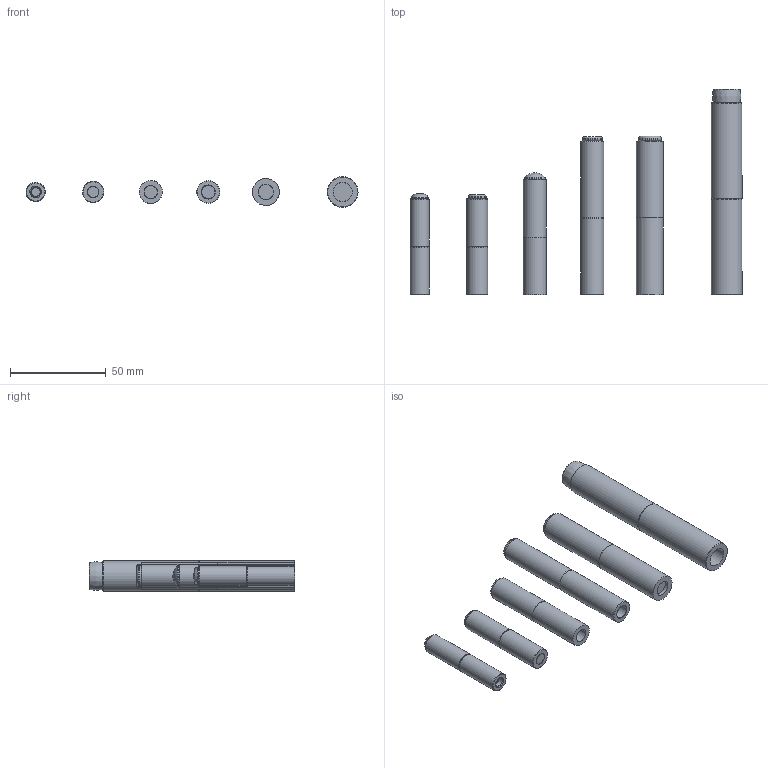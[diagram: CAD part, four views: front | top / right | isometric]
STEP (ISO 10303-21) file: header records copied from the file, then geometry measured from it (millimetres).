
FILE_DESCRIPTION(/* description */ (''),/* implementation_level */ '2;1');
FILE_NAME(/* name */ 'H-PS50-10_M.stp',/* time_stamp */ '2026-01-29T15:08:47+09:00',/* author */ ('user'),/* organization */ (''),/* preprocessor_version */ 'ST-DEVELOPER v15.6',/* originating_system */ 'Autodesk Inventor 2015',/* authorisation */ '');
FILE_SCHEMA (('AUTOMOTIVE_DESIGN { 1 0 10303 214 3 1 1 }'));
Length unit declared in the file: millimetre
Products named in the file (19): H-PS50-10-핀; H-PS50-10-몸통; H-PS50-10; H-PS50-11PP; H-PS50-11P; H-PS50-11; DR_H-PS60-12PP; DR_H-PS60-12P; DR_H-PS60-12; H-PS80-12-핀; H-PS80-12-몸체; H-PS80-12; H-PS80-14PP; H-PS80-14P; H-PS80-14; H-PS100-16PP; H-PS100-16P; H-PS100-16; H-PS50-10_M
Bounding box: 173 x 107 x 16 mm (x, y, z)
Volume: 57388.7 mm3; surface area: 39958 mm2
Topology: 18 solids, 18 shells, 113 faces, 181 edges, 110 vertices
Faces by surface type: plane 41, cylinder 34, cone 24, torus 11, bspline 2, sphere 1
Full cylindrical faces by diameter (mm): 4.8 x1, 5 x2, 5.9 x1, 6 x2, 6.8 x1, 6.85 x1, 7 x4, 8 x3, 9.3 x1, 9.9 x1, 10 x4, 10.7 x1, 11 x3, 12 x5, 14 x2, 16 x2
Entity records: 2110 total; most frequent: DIRECTION 384, CARTESIAN_POINT 326, AXIS2_PLACEMENT_3D 192, ORIENTED_EDGE 152, EDGE_LOOP 140, FACE_OUTER_BOUND 77, ADVANCED_FACE 77, EDGE_CURVE 76
